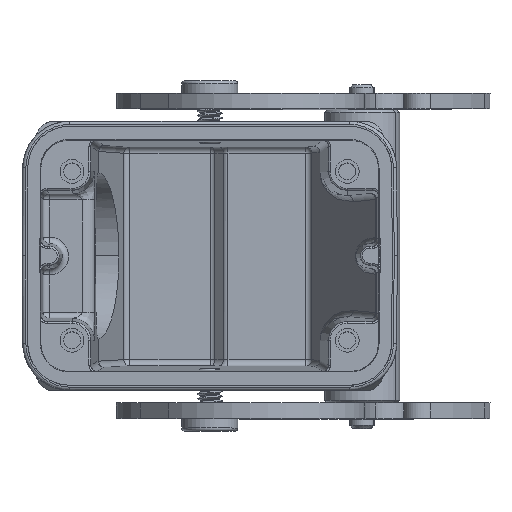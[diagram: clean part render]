
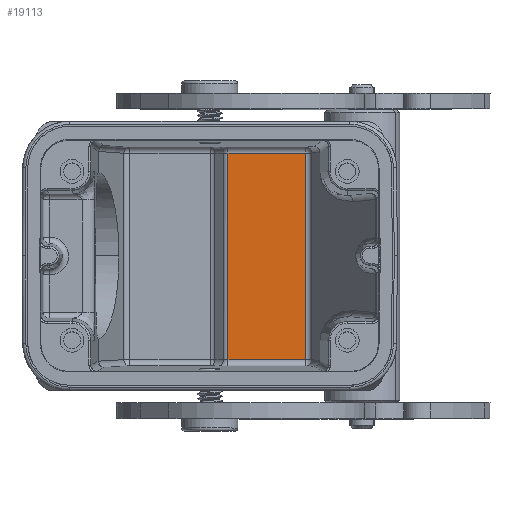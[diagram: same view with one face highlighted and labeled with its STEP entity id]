
A CAD part, top view. The second image highlights one B-rep face of the part: STEP entity #19113.
In plain terms, the highlighted planar face has unit normal (0, 0, 1).
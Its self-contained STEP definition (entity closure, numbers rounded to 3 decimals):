
#5798=DIRECTION('',(1.,0.,0.));
#5799=VECTOR('',#5798,12.438);
#5800=CARTESIAN_POINT('',(2.93,16.535,-65.5));
#5801=LINE('',#5800,#5799);
#5817=DIRECTION('',(0.,-1.,0.));
#5818=VECTOR('',#5817,33.069);
#5819=CARTESIAN_POINT('',(15.369,16.535,-65.5));
#5820=LINE('',#5819,#5818);
#5825=DIRECTION('',(-1.,0.,0.));
#5826=VECTOR('',#5825,12.438);
#5827=CARTESIAN_POINT('',(15.369,-16.535,-65.5));
#5828=LINE('',#5827,#5826);
#5889=CARTESIAN_POINT('',(2.93,16.535,-65.5));
#5896=DIRECTION('',(0.,1.,0.));
#5897=VECTOR('',#5896,33.069);
#5898=CARTESIAN_POINT('',(2.93,-16.535,
-65.5));
#5899=LINE('',#5898,#5897);
#10272=CARTESIAN_POINT('',(2.93,-16.535,
-65.5));
#10274=VERTEX_POINT('',#10272);
#10277=CARTESIAN_POINT('',(15.369,-16.535,-65.5));
#10278=VERTEX_POINT('',#10277);
#10283=VERTEX_POINT('',#5889);
#10310=CARTESIAN_POINT('',(15.369,16.535,-65.5));
#10311=VERTEX_POINT('',#10310);
#19100=CARTESIAN_POINT('',(16.136,-18.5,-65.5));
#19101=DIRECTION('',(0.,0.,-1.));
#19102=DIRECTION('',(-1.,0.,0.));
#19103=AXIS2_PLACEMENT_3D('',#19100,#19101,#19102);
#19104=PLANE('',#19103);
#19106=ORIENTED_EDGE('',*,*,#19105,.T.);
#19108=ORIENTED_EDGE('',*,*,#19107,.T.);
#19109=ORIENTED_EDGE('',*,*,#19068,.T.);
#19110=ORIENTED_EDGE('',*,*,#19091,.T.);
#19111=EDGE_LOOP('',(#19106,#19108,#19109,#19110));
#19112=FACE_OUTER_BOUND('',#19111,.F.);
#19113=ADVANCED_FACE('',(#19112),#19104,.F.);
#19068=EDGE_CURVE('',#10283,#10311,#5801,.T.);
#19091=EDGE_CURVE('',#10311,#10278,#5820,.T.);
#19105=EDGE_CURVE('',#10278,#10274,#5828,.T.);
#19107=EDGE_CURVE('',#10274,#10283,#5899,.T.);
